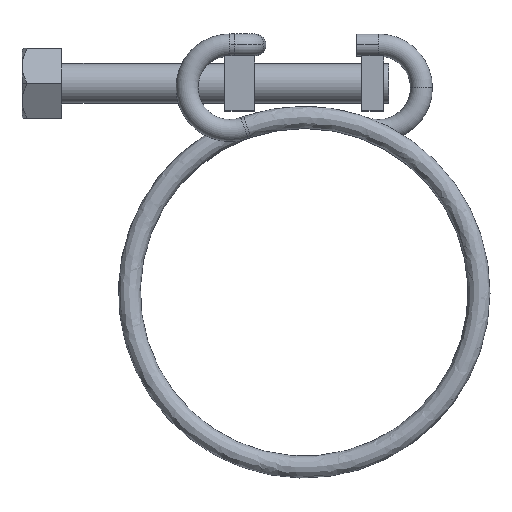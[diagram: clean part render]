
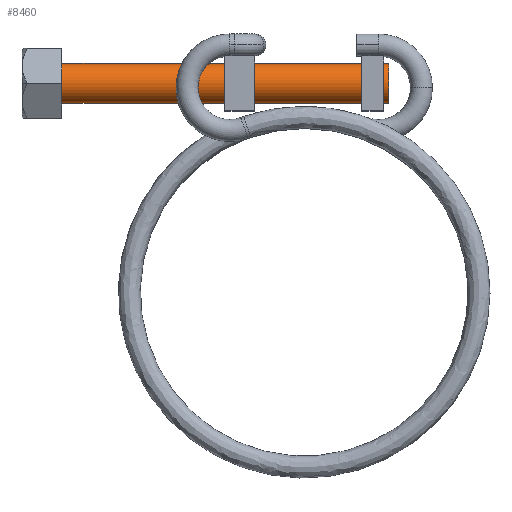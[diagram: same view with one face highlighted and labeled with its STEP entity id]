
A CAD part, top view. The second image highlights one B-rep face of the part: STEP entity #8460.
In plain terms, the highlighted cylindrical face has radius 2 mm (diameter 4 mm), a partial arc.
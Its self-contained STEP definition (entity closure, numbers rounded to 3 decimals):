
#67 = VERTEX_POINT ( 'NONE', #6878 ) ;
#236 = CIRCLE ( 'NONE', #4363, 2. ) ;
#424 = EDGE_CURVE ( 'NONE', #2944, #3533, #3349, .T. ) ;
#851 = EDGE_CURVE ( 'NONE', #4769, #67, #236, .T. ) ;
#1026 = LINE ( 'NONE', #8627, #6887 ) ;
#1135 = CARTESIAN_POINT ( 'NONE',  ( 8.45, 20.9, 0. ) ) ;
#1677 = CARTESIAN_POINT ( 'NONE',  ( 8.45, 22.9, 0. ) ) ;
#1941 = DIRECTION ( 'NONE',  ( 0., 1., 0. ) ) ;
#2438 = DIRECTION ( 'NONE',  ( 0., 1., 0. ) ) ;
#2629 = CYLINDRICAL_SURFACE ( 'NONE', #5979, 2. ) ;
#2706 = ORIENTED_EDGE ( 'NONE', *, *, #3029, .F. ) ;
#2944 = VERTEX_POINT ( 'NONE', #3691 ) ;
#3029 = EDGE_CURVE ( 'NONE', #67, #3533, #1026, .T. ) ;
#3349 = CIRCLE ( 'NONE', #8416, 2. ) ;
#3408 = CARTESIAN_POINT ( 'NONE',  ( 8.45, 20.9, 0. ) ) ;
#3533 = VERTEX_POINT ( 'NONE', #7848 ) ;
#3617 = DIRECTION ( 'NONE',  ( -1., 0., 0. ) ) ;
#3691 = CARTESIAN_POINT ( 'NONE',  ( -24.25, 22.9, 0. ) ) ;
#4030 = DIRECTION ( 'NONE',  ( 0., -1., 0. ) ) ;
#4363 = AXIS2_PLACEMENT_3D ( 'NONE', #1135, #7968, #1941 ) ;
#4725 = EDGE_CURVE ( 'NONE', #4769, #2944, #7117, .T. ) ;
#4769 = VERTEX_POINT ( 'NONE', #5630 ) ;
#5033 = CARTESIAN_POINT ( 'NONE',  ( -24.25, 20.9, 0. ) ) ;
#5084 = DIRECTION ( 'NONE',  ( -1., 0., 0. ) ) ;
#5491 = ORIENTED_EDGE ( 'NONE', *, *, #851, .F. ) ;
#5630 = CARTESIAN_POINT ( 'NONE',  ( 8.45, 22.9, 0. ) ) ;
#5715 = DIRECTION ( 'NONE',  ( 1., 0., 0. ) ) ;
#5979 = AXIS2_PLACEMENT_3D ( 'NONE', #3408, #6176, #4030 ) ;
#6176 = DIRECTION ( 'NONE',  ( -1., 0., 0. ) ) ;
#6878 = CARTESIAN_POINT ( 'NONE',  ( 8.45, 18.9, 0. ) ) ;
#6887 = VECTOR ( 'NONE', #3617, 1000. ) ;
#7117 = LINE ( 'NONE', #1677, #7641 ) ;
#7553 = ORIENTED_EDGE ( 'NONE', *, *, #4725, .T. ) ;
#7641 = VECTOR ( 'NONE', #5084, 1000. ) ;
#7734 = ORIENTED_EDGE ( 'NONE', *, *, #424, .T. ) ;
#7848 = CARTESIAN_POINT ( 'NONE',  ( -24.25, 18.9, 0. ) ) ;
#7968 = DIRECTION ( 'NONE',  ( 1., 0., 0. ) ) ;
#8206 = FACE_OUTER_BOUND ( 'NONE', #8286, .T. ) ;
#8286 = EDGE_LOOP ( 'NONE', ( #5491, #7553, #7734, #2706 ) ) ;
#8416 = AXIS2_PLACEMENT_3D ( 'NONE', #5033, #5715, #2438 ) ;
#8460 = ADVANCED_FACE ( 'NONE', ( #8206 ), #2629, .T. ) ;
#8627 = CARTESIAN_POINT ( 'NONE',  ( 8.45, 18.9, 0. ) ) ;
